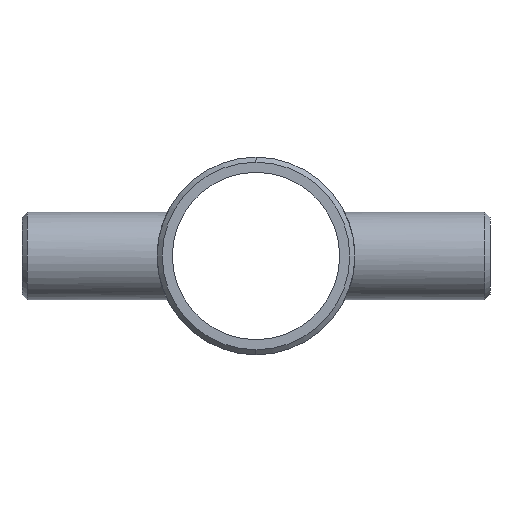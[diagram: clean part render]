
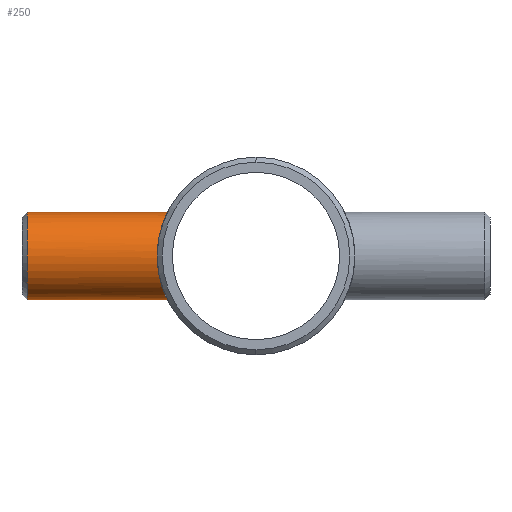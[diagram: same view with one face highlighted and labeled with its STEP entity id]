
A CAD part, left-side view. The second image highlights one B-rep face of the part: STEP entity #250.
In plain terms, the highlighted cylindrical face has radius 10.668 mm (diameter 21.336 mm), a partial arc.
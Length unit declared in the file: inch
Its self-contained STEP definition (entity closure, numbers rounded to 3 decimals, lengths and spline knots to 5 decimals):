
#1 = CARTESIAN_POINT ( 'NONE',  ( -0.27739, 0.89607, -0.31566 ) ) ;
#6 = CARTESIAN_POINT ( 'NONE',  ( -0.18739, 0.87212, -0.37688 ) ) ;
#19 = DIRECTION ( 'NONE',  ( 0., -1., 0. ) ) ;
#44 = CARTESIAN_POINT ( 'NONE',  ( -0.22255, 0.88063, 0.35645 ) ) ;
#47 = ORIENTED_EDGE ( 'NONE', *, *, #65, .T. ) ;
#56 = CARTESIAN_POINT ( 'NONE',  ( 0., 0.85212, 0.42 ) ) ;
#65 = EDGE_CURVE ( 'NONE', #363, #471, #315, .T. ) ;
#66 = CARTESIAN_POINT ( 'NONE',  ( -0.3769, 0.9317, -0.18733 ) ) ;
#74 = CARTESIAN_POINT ( 'NONE',  ( -0.42001, 0.95, 0.01368 ) ) ;
#86 = CARTESIAN_POINT ( 'NONE',  ( -0.3158, 0.90857, 0.27822 ) ) ;
#100 = ORIENTED_EDGE ( 'NONE', *, *, #665, .F. ) ;
#136 = CARTESIAN_POINT ( 'NONE',  ( 0., 0.85212, -0.42 ) ) ;
#145 = CARTESIAN_POINT ( 'NONE',  ( 0., 2.25, 0. ) ) ;
#155 = CARTESIAN_POINT ( 'NONE',  ( -0.13633, 0.86285, -0.3975 ) ) ;
#157 = CYLINDRICAL_SURFACE ( 'NONE', #245, 0.42 ) ;
#161 = CARTESIAN_POINT ( 'NONE',  ( -0.31561, 0.90865, -0.27744 ) ) ;
#167 = CARTESIAN_POINT ( 'NONE',  ( -0.10977, 0.85906, -0.40564 ) ) ;
#226 = VECTOR ( 'NONE', #230, 39.37008 ) ;
#229 = CARTESIAN_POINT ( 'NONE',  ( -0.02771, 0.85212, 0.42 ) ) ;
#230 = DIRECTION ( 'NONE',  ( 0., -1., 0. ) ) ;
#244 = CARTESIAN_POINT ( 'NONE',  ( -0.21135, 0.87766, -0.36397 ) ) ;
#245 = AXIS2_PLACEMENT_3D ( 'NONE', #145, #753, #508 ) ;
#248 = VERTEX_POINT ( 'NONE', #56 ) ;
#250 = ADVANCED_FACE ( 'NONE', ( #584 ), #157, .T. ) ;
#251 = CARTESIAN_POINT ( 'NONE',  ( -0.39279, 0.93828, 0.14936 ) ) ;
#269 = EDGE_CURVE ( 'NONE', #471, #490, #488, .T. ) ;
#291 = CARTESIAN_POINT ( 'NONE',  ( -0.21071, 0.8777, 0.36358 ) ) ;
#315 = CIRCLE ( 'NONE', #881, 0.42 ) ;
#323 = CARTESIAN_POINT ( 'NONE',  ( -0.40557, 0.9437, -0.11003 ) ) ;
#330 = CARTESIAN_POINT ( 'NONE',  ( -0.41931, 0.9497, 0.02777 ) ) ;
#342 = CARTESIAN_POINT ( 'NONE',  ( -0.364, 0.9265, -0.21132 ) ) ;
#344 = CARTESIAN_POINT ( 'NONE',  ( 0., 2.25, 0.42 ) ) ;
#357 = CARTESIAN_POINT ( 'NONE',  ( 0., 2.20167, -0.42 ) ) ;
#358 = DIRECTION ( 'NONE',  ( 0., 0., 1. ) ) ;
#363 = VERTEX_POINT ( 'NONE', #695 ) ;
#387 = CARTESIAN_POINT ( 'NONE',  ( -0.17431, 0.86967, 0.38237 ) ) ;
#432 = CARTESIAN_POINT ( 'NONE',  ( -0.02815, 0.85212, -0.42 ) ) ;
#439 = CARTESIAN_POINT ( 'NONE',  ( 0., 2.25, -0.42 ) ) ;
#471 = VERTEX_POINT ( 'NONE', #357 ) ;
#481 = CARTESIAN_POINT ( 'NONE',  ( -0.13654, 0.86263, 0.39812 ) ) ;
#488 = LINE ( 'NONE', #439, #226 ) ;
#490 = VERTEX_POINT ( 'NONE', #136 ) ;
#498 = CARTESIAN_POINT ( 'NONE',  ( -0.33288, 0.91479, -0.25647 ) ) ;
#508 = DIRECTION ( 'NONE',  ( 0., 0., -1. ) ) ;
#512 = CARTESIAN_POINT ( 'NONE',  ( -0.36375, 0.9264, 0.21173 ) ) ;
#518 = CARTESIAN_POINT ( 'NONE',  ( -0.41723, 0.94877, -0.05559 ) ) ;
#560 = EDGE_LOOP ( 'NONE', ( #100, #47, #613, #586 ) ) ;
#582 = CARTESIAN_POINT ( 'NONE',  ( -0.30652, 0.90552, -0.28745 ) ) ;
#584 = FACE_OUTER_BOUND ( 'NONE', #560, .T. ) ;
#586 = ORIENTED_EDGE ( 'NONE', *, *, #903, .T. ) ;
#599 = CARTESIAN_POINT ( 'NONE',  ( 0., 0.85212, -0.42 ) ) ;
#613 = ORIENTED_EDGE ( 'NONE', *, *, #269, .T. ) ;
#624 = DIRECTION ( 'NONE',  ( 0., -1., 0. ) ) ;
#662 = VECTOR ( 'NONE', #624, 39.37008 ) ;
#665 = EDGE_CURVE ( 'NONE', #363, #248, #674, .T. ) ;
#671 = CARTESIAN_POINT ( 'NONE',  ( -0.2564, 0.8898, -0.33293 ) ) ;
#674 = LINE ( 'NONE', #344, #662 ) ;
#677 = CARTESIAN_POINT ( 'NONE',  ( -0.41446, 0.94756, 0.06936 ) ) ;
#685 = CARTESIAN_POINT ( 'NONE',  ( -0.409, 0.94519, 0.09648 ) ) ;
#694 = CARTESIAN_POINT ( 'NONE',  ( -0.24537, 0.88667, -0.34114 ) ) ;
#695 = CARTESIAN_POINT ( 'NONE',  ( 0., 2.20167, 0.42 ) ) ;
#753 = DIRECTION ( 'NONE',  ( 0., -1., 0. ) ) ;
#778 = CARTESIAN_POINT ( 'NONE',  ( -0.05575, 0.85351, -0.4172 ) ) ;
#782 = CARTESIAN_POINT ( 'NONE',  ( -0.1494, 0.86502, -0.39277 ) ) ;
#793 = B_SPLINE_CURVE_WITH_KNOTS ( 'NONE', 3,
 ( #599, #432, #778, #936, #167, #155, #782, #6, #244, #694, #671, #1, #1037, #582, #161, #498, #842, #342, #66, #931, #1093, #323, #1012, #518, #851, #74, #330, #1027, #677, #685, #1019, #948, #251, #944, #512, #861, #86, #878, #884, #44, #291, #825, #387, #481, #926, #996, #229, #817 ),
 .UNSPECIFIED., .F., .F.,
 ( 4, 2, 2, 2, 2, 2, 2, 2, 2, 2, 2, 2, 2, 2, 2, 2, 2, 2, 2, 2, 2, 2, 2, 4 ),
 ( 0., 0.00211, 0.00317, 0.00422, 0.00634, 0.00739, 0.00845, 0.0095, 0.01056, 0.01267, 0.01373, 0.01478, 0.0169, 0.01795, 0.01901, 0.02006, 0.02112, 0.02323, 0.02535, 0.02746, 0.02851, 0.02957, 0.03168, 0.03379 ),
 .UNSPECIFIED. ) ;
#817 = CARTESIAN_POINT ( 'NONE',  ( 0., 0.85212, 0.42 ) ) ;
#825 = CARTESIAN_POINT ( 'NONE',  ( -0.18662, 0.87223, 0.37651 ) ) ;
#842 = CARTESIAN_POINT ( 'NONE',  ( -0.34109, 0.91782, -0.24545 ) ) ;
#851 = CARTESIAN_POINT ( 'NONE',  ( -0.41998, 0.94999, -0.02807 ) ) ;
#861 = CARTESIAN_POINT ( 'NONE',  ( -0.33337, 0.9149, 0.25692 ) ) ;
#878 = CARTESIAN_POINT ( 'NONE',  ( -0.27744, 0.89596, 0.31648 ) ) ;
#881 = AXIS2_PLACEMENT_3D ( 'NONE', #964, #19, #358 ) ;
#884 = CARTESIAN_POINT ( 'NONE',  ( -0.25656, 0.88963, 0.33365 ) ) ;
#903 = EDGE_CURVE ( 'NONE', #490, #248, #793, .T. ) ;
#926 = CARTESIAN_POINT ( 'NONE',  ( -0.11028, 0.85879, 0.40623 ) ) ;
#931 = CARTESIAN_POINT ( 'NONE',  ( -0.39274, 0.93825, -0.14949 ) ) ;
#936 = CARTESIAN_POINT ( 'NONE',  ( -0.09636, 0.85744, -0.40903 ) ) ;
#944 = CARTESIAN_POINT ( 'NONE',  ( -0.37674, 0.93163, 0.18771 ) ) ;
#948 = CARTESIAN_POINT ( 'NONE',  ( -0.39752, 0.94027, 0.13628 ) ) ;
#964 = CARTESIAN_POINT ( 'NONE',  ( 0., 2.20167, 0. ) ) ;
#996 = CARTESIAN_POINT ( 'NONE',  ( -0.05532, 0.85347, 0.41728 ) ) ;
#1012 = CARTESIAN_POINT ( 'NONE',  ( -0.40902, 0.94519, -0.09641 ) ) ;
#1019 = CARTESIAN_POINT ( 'NONE',  ( -0.40561, 0.94372, 0.10986 ) ) ;
#1027 = CARTESIAN_POINT ( 'NONE',  ( -0.41654, 0.94847, 0.05562 ) ) ;
#1037 = CARTESIAN_POINT ( 'NONE',  ( -0.2874, 0.89923, -0.30656 ) ) ;
#1093 = CARTESIAN_POINT ( 'NONE',  ( -0.39742, 0.94023, -0.13655 ) ) ;
